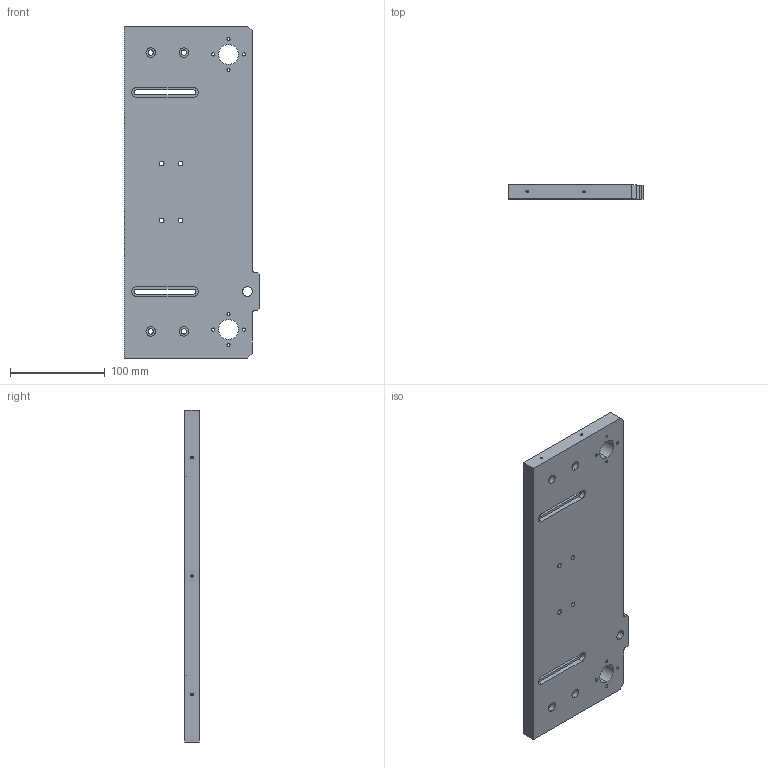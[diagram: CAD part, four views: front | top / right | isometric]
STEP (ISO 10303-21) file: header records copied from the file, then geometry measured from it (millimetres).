
FILE_DESCRIPTION (( 'STEP AP203' ), '1' );
FILE_NAME ('TAE-22001JC-001-19.STEP', '2021-12-21T06:49:04', ( '' ), ( '' ), 'SwSTEP 2.0', 'SolidWorks 2016', '' );
FILE_SCHEMA (( 'CONFIG_CONTROL_DESIGN' ));
Length unit declared in the file: millimetre
Products named in the file (1): TAE-22001JC-001-19
Bounding box: 143 x 15 x 350 mm (x, y, z)
Volume: 680892 mm3; surface area: 117275.3 mm2
Topology: 1 solids, 1 shells, 124 faces, 328 edges, 207 vertices
Faces by surface type: cylinder 76, plane 34, cone 14
Entity records: 4011 total; most frequent: DIRECTION 712, CARTESIAN_POINT 704, ORIENTED_EDGE 628, EDGE_CURVE 314, AXIS2_PLACEMENT_3D 275, VERTEX_POINT 207, EDGE_LOOP 183, VECTOR 162
